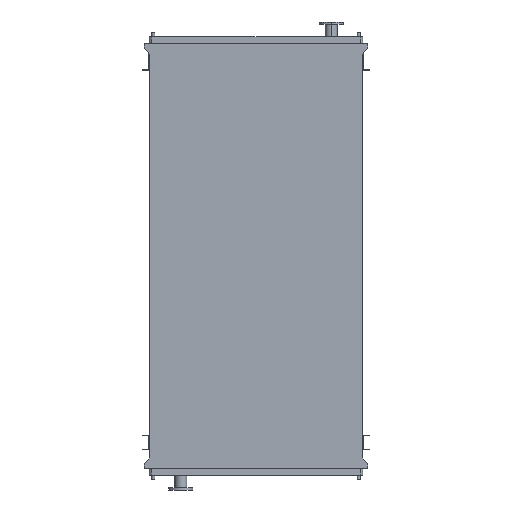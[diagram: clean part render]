
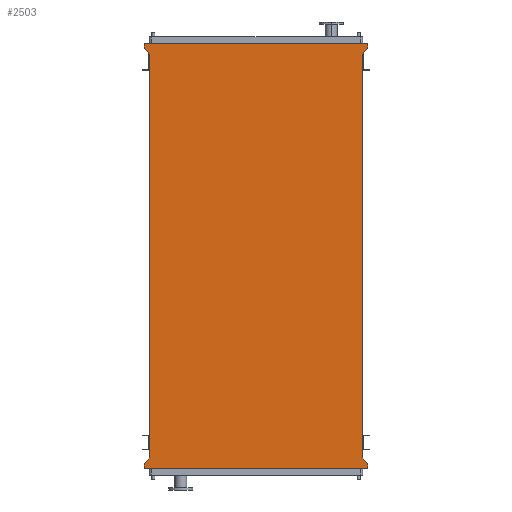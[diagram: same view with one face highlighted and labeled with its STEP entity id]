
A CAD part, front view. The second image highlights one B-rep face of the part: STEP entity #2503.
In plain terms, the highlighted planar face has unit normal (0, -1, 0).
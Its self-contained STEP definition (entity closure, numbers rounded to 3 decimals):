
#490 = CARTESIAN_POINT ( 'NONE',  ( -1011., 0., 53. ) ) ;
#590 = LINE ( 'NONE', #15300, #3867 ) ;
#856 = DIRECTION ( 'NONE',  ( 0.655, 0., -0.755 ) ) ;
#1080 = VERTEX_POINT ( 'NONE', #15502 ) ;
#1099 = CARTESIAN_POINT ( 'NONE',  ( -1011., 0., -3703. ) ) ;
#1137 = EDGE_CURVE ( 'NONE', #9807, #5403, #5834, .T. ) ;
#1493 = ORIENTED_EDGE ( 'NONE', *, *, #2174, .T. ) ;
#1530 = VECTOR ( 'NONE', #5077, 1000. ) ;
#1532 = VERTEX_POINT ( 'NONE', #14398 ) ;
#1545 = CARTESIAN_POINT ( 'NONE',  ( 1011., 0., -3703. ) ) ;
#1549 = DIRECTION ( 'NONE',  ( 0., -1., 0. ) ) ;
#1731 = LINE ( 'NONE', #4655, #11081 ) ;
#1791 = CARTESIAN_POINT ( 'NONE',  ( -1011., 0., -3745. ) ) ;
#2004 = CARTESIAN_POINT ( 'NONE',  ( -965., 0., -3650. ) ) ;
#2174 = EDGE_CURVE ( 'NONE', #5228, #8040, #7503, .T. ) ;
#2322 = LINE ( 'NONE', #5158, #1530 ) ;
#2439 = EDGE_CURVE ( 'NONE', #5228, #9807, #12937, .T. ) ;
#2503 = ADVANCED_FACE ( 'NONE', ( #2877 ), #12057, .T. ) ;
#2612 = CARTESIAN_POINT ( 'NONE',  ( -965., 0., -3650. ) ) ;
#2877 = FACE_OUTER_BOUND ( 'NONE', #8834, .T. ) ;
#2911 = VECTOR ( 'NONE', #856, 1000. ) ;
#3004 = DIRECTION ( 'NONE',  ( -0.655, 0., 0.755 ) ) ;
#3310 = DIRECTION ( 'NONE',  ( 0., 0., 1. ) ) ;
#3432 = DIRECTION ( 'NONE',  ( 0., 0., -1. ) ) ;
#3472 = DIRECTION ( 'NONE',  ( 1., 0., 0. ) ) ;
#3867 = VECTOR ( 'NONE', #5979, 1000. ) ;
#4364 = LINE ( 'NONE', #490, #9176 ) ;
#4382 = VECTOR ( 'NONE', #6084, 1000. ) ;
#4441 = CARTESIAN_POINT ( 'NONE',  ( 1011., 0., 53. ) ) ;
#4655 = CARTESIAN_POINT ( 'NONE',  ( -1011., 0., -3745. ) ) ;
#4681 = CARTESIAN_POINT ( 'NONE',  ( 1011., 0., -3745. ) ) ;
#4689 = ORIENTED_EDGE ( 'NONE', *, *, #5436, .F. ) ;
#4693 = ORIENTED_EDGE ( 'NONE', *, *, #8871, .F. ) ;
#4885 = LINE ( 'NONE', #5154, #12530 ) ;
#4927 = VECTOR ( 'NONE', #9383, 1000. ) ;
#5077 = DIRECTION ( 'NONE',  ( 0.655, 0., 0.755 ) ) ;
#5154 = CARTESIAN_POINT ( 'NONE',  ( -1011., 0., 95. ) ) ;
#5158 = CARTESIAN_POINT ( 'NONE',  ( -965., 0., -3650. ) ) ;
#5228 = VERTEX_POINT ( 'NONE', #7832 ) ;
#5403 = VERTEX_POINT ( 'NONE', #7545 ) ;
#5436 = EDGE_CURVE ( 'NONE', #11543, #1532, #4885, .T. ) ;
#5578 = VECTOR ( 'NONE', #3004, 1000. ) ;
#5655 = LINE ( 'NONE', #15071, #5578 ) ;
#5834 = LINE ( 'NONE', #4681, #8046 ) ;
#5979 = DIRECTION ( 'NONE',  ( 0., 0., 1. ) ) ;
#6084 = DIRECTION ( 'NONE',  ( 0., 0., 1. ) ) ;
#6141 = EDGE_CURVE ( 'NONE', #1080, #7078, #5655, .T. ) ;
#6829 = LINE ( 'NONE', #10625, #4927 ) ;
#7015 = CARTESIAN_POINT ( 'NONE',  ( 1011., 0., 53. ) ) ;
#7078 = VERTEX_POINT ( 'NONE', #12352 ) ;
#7126 = DIRECTION ( 'NONE',  ( -1., 0., 0. ) ) ;
#7503 = LINE ( 'NONE', #12877, #13892 ) ;
#7504 = VECTOR ( 'NONE', #13857, 1000. ) ;
#7545 = CARTESIAN_POINT ( 'NONE',  ( 1011., 0., -3745. ) ) ;
#7832 = CARTESIAN_POINT ( 'NONE',  ( 965., 0., -3650. ) ) ;
#7916 = ORIENTED_EDGE ( 'NONE', *, *, #14653, .F. ) ;
#8040 = VERTEX_POINT ( 'NONE', #10067 ) ;
#8046 = VECTOR ( 'NONE', #3432, 1000. ) ;
#8116 = ORIENTED_EDGE ( 'NONE', *, *, #9406, .F. ) ;
#8513 = CARTESIAN_POINT ( 'NONE',  ( -1011., 0., 95. ) ) ;
#8834 = EDGE_LOOP ( 'NONE', ( #1493, #7916, #16604, #4689, #17199, #9005, #8116, #4693, #13569, #11773, #16474, #11761 ) ) ;
#8871 = EDGE_CURVE ( 'NONE', #10109, #11388, #2322, .T. ) ;
#8918 = EDGE_CURVE ( 'NONE', #1532, #11472, #6829, .T. ) ;
#9005 = ORIENTED_EDGE ( 'NONE', *, *, #6141, .F. ) ;
#9176 = VECTOR ( 'NONE', #3310, 1000. ) ;
#9383 = DIRECTION ( 'NONE',  ( 0., 0., -1. ) ) ;
#9406 = EDGE_CURVE ( 'NONE', #11388, #1080, #14091, .T. ) ;
#9807 = VERTEX_POINT ( 'NONE', #1545 ) ;
#10067 = CARTESIAN_POINT ( 'NONE',  ( 965., 0., 0. ) ) ;
#10109 = VERTEX_POINT ( 'NONE', #1099 ) ;
#10239 = AXIS2_PLACEMENT_3D ( 'NONE', #2612, #1549, #12317 ) ;
#10625 = CARTESIAN_POINT ( 'NONE',  ( 1011., 0., 95. ) ) ;
#11078 = EDGE_CURVE ( 'NONE', #14015, #10109, #590, .T. ) ;
#11081 = VECTOR ( 'NONE', #7126, 1000. ) ;
#11310 = LINE ( 'NONE', #4441, #7504 ) ;
#11388 = VERTEX_POINT ( 'NONE', #17225 ) ;
#11472 = VERTEX_POINT ( 'NONE', #7015 ) ;
#11543 = VERTEX_POINT ( 'NONE', #8513 ) ;
#11761 = ORIENTED_EDGE ( 'NONE', *, *, #2439, .F. ) ;
#11773 = ORIENTED_EDGE ( 'NONE', *, *, #15112, .F. ) ;
#12057 = PLANE ( 'NONE',  #10239 ) ;
#12317 = DIRECTION ( 'NONE',  ( 0., 0., -1. ) ) ;
#12352 = CARTESIAN_POINT ( 'NONE',  ( -1011., 0., 53. ) ) ;
#12530 = VECTOR ( 'NONE', #3472, 1000. ) ;
#12877 = CARTESIAN_POINT ( 'NONE',  ( 965., 0., -3650. ) ) ;
#12937 = LINE ( 'NONE', #17161, #2911 ) ;
#13569 = ORIENTED_EDGE ( 'NONE', *, *, #11078, .F. ) ;
#13857 = DIRECTION ( 'NONE',  ( -0.655, 0., -0.755 ) ) ;
#13892 = VECTOR ( 'NONE', #16909, 1000. ) ;
#14015 = VERTEX_POINT ( 'NONE', #1791 ) ;
#14026 = EDGE_CURVE ( 'NONE', #7078, #11543, #4364, .T. ) ;
#14091 = LINE ( 'NONE', #2004, #4382 ) ;
#14398 = CARTESIAN_POINT ( 'NONE',  ( 1011., 0., 95. ) ) ;
#14653 = EDGE_CURVE ( 'NONE', #11472, #8040, #11310, .T. ) ;
#15071 = CARTESIAN_POINT ( 'NONE',  ( -965., 0., 0. ) ) ;
#15112 = EDGE_CURVE ( 'NONE', #5403, #14015, #1731, .T. ) ;
#15300 = CARTESIAN_POINT ( 'NONE',  ( -1011., 0., -3703. ) ) ;
#15502 = CARTESIAN_POINT ( 'NONE',  ( -965., 0., 0. ) ) ;
#16474 = ORIENTED_EDGE ( 'NONE', *, *, #1137, .F. ) ;
#16604 = ORIENTED_EDGE ( 'NONE', *, *, #8918, .F. ) ;
#16909 = DIRECTION ( 'NONE',  ( 0., 0., 1. ) ) ;
#17161 = CARTESIAN_POINT ( 'NONE',  ( 1011., 0., -3703. ) ) ;
#17199 = ORIENTED_EDGE ( 'NONE', *, *, #14026, .F. ) ;
#17225 = CARTESIAN_POINT ( 'NONE',  ( -965., 0., -3650. ) ) ;
